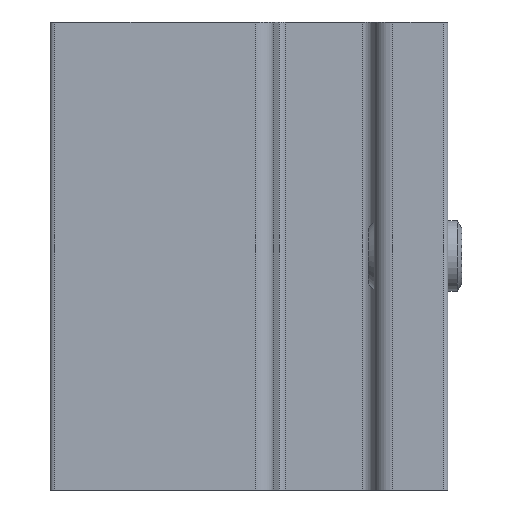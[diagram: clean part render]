
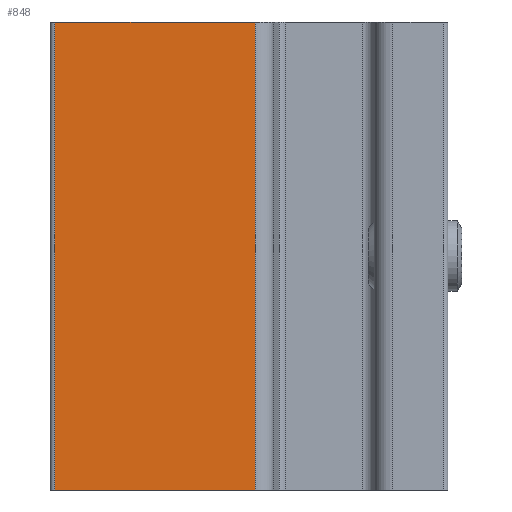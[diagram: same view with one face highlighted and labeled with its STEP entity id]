
A CAD part, front view. The second image highlights one B-rep face of the part: STEP entity #848.
In plain terms, the highlighted planar face has unit normal (0, -1, 0).
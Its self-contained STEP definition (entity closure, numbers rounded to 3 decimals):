
#23=PLANE('',#913);
#54=LINE('',#1280,#138);
#55=LINE('',#1282,#139);
#56=LINE('',#1284,#140);
#57=LINE('',#1286,#141);
#138=VECTOR('',#1016,1000.);
#139=VECTOR('',#1019,1000.);
#140=VECTOR('',#1020,1000.);
#141=VECTOR('',#1021,1000.);
#229=ORIENTED_EDGE('',*,*,#477,.F.);
#230=ORIENTED_EDGE('',*,*,#476,.F.);
#231=ORIENTED_EDGE('',*,*,#478,.T.);
#232=ORIENTED_EDGE('',*,*,#479,.T.);
#476=EDGE_CURVE('',#599,#598,#54,.T.);
#477=EDGE_CURVE('',#598,#600,#55,.T.);
#478=EDGE_CURVE('',#599,#601,#56,.T.);
#479=EDGE_CURVE('',#601,#600,#57,.T.);
#598=VERTEX_POINT('',#1277);
#599=VERTEX_POINT('',#1279);
#600=VERTEX_POINT('',#1283);
#601=VERTEX_POINT('',#1285);
#721=EDGE_LOOP('',(#229,#230,#231,#232));
#775=FACE_BOUND('',#721,.T.);
#848=ADVANCED_FACE('',(#775),#23,.T.);
#913=AXIS2_PLACEMENT_3D('',#1281,#1017,#1018);
#1016=DIRECTION('',(0.,0.,1.));
#1017=DIRECTION('',(0.,-1.,0.));
#1018=DIRECTION('',(0.,0.,-1.));
#1019=DIRECTION('',(1.,0.,0.));
#1020=DIRECTION('',(1.,0.,0.));
#1021=DIRECTION('',(0.,0.,1.));
#1277=CARTESIAN_POINT('',(-11.3,0.,0.));
#1279=CARTESIAN_POINT('',(-11.3,0.,-20.));
#1280=CARTESIAN_POINT('',(-11.3,0.,-20.));
#1281=CARTESIAN_POINT('',(-11.3,0.,-20.));
#1282=CARTESIAN_POINT('',(-11.3,0.,0.));
#1283=CARTESIAN_POINT('',(-2.726,0.,0.));
#1284=CARTESIAN_POINT('',(-11.3,0.,-20.));
#1285=CARTESIAN_POINT('',(-2.726,0.,-20.));
#1286=CARTESIAN_POINT('',(-2.726,0.,-20.));
